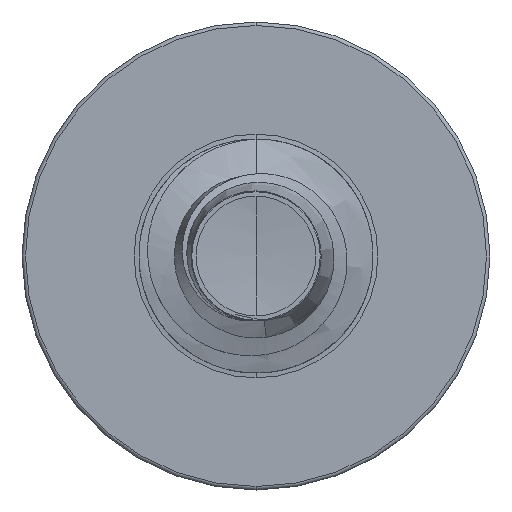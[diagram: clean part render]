
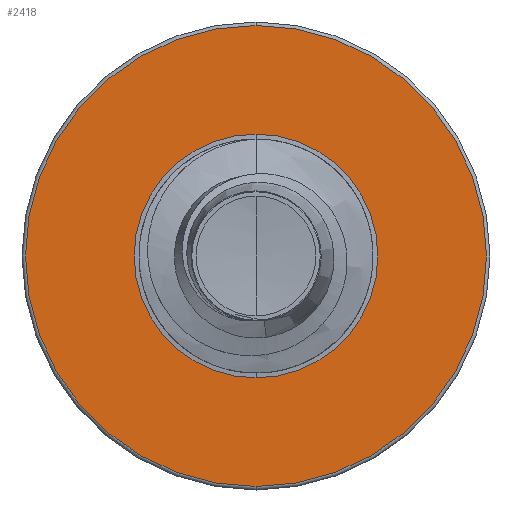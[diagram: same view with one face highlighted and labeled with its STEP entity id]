
A CAD part, front view. The second image highlights one B-rep face of the part: STEP entity #2418.
In plain terms, the highlighted planar face has unit normal (0, -1, 0).
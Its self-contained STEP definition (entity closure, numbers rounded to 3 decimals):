
#94 = AXIS2_PLACEMENT_3D ( 'NONE', #1711, #10355, #3012 ) ;
#611 = DIRECTION ( 'NONE',  ( 0., 0., 1. ) ) ;
#665 = DIRECTION ( 'NONE',  ( 0., 0., 1. ) ) ;
#1711 = CARTESIAN_POINT ( 'NONE',  ( 0., 11., -1.562 ) ) ;
#2171 = CARTESIAN_POINT ( 'NONE',  ( 0., 11., -2.955 ) ) ;
#2385 = AXIS2_PLACEMENT_3D ( 'NONE', #15425, #8194, #665 ) ;
#2418 = ADVANCED_FACE ( 'NONE', ( #10684, #10996 ), #9128, .F. ) ;
#2704 = AXIS2_PLACEMENT_3D ( 'NONE', #15382, #8146, #611 ) ;
#3012 = DIRECTION ( 'NONE',  ( 0., 0., 1. ) ) ;
#3206 = DIRECTION ( 'NONE',  ( 0., 1., 0. ) ) ;
#4845 = CARTESIAN_POINT ( 'NONE',  ( 0., 11., -1.562 ) ) ;
#5814 = EDGE_LOOP ( 'NONE', ( #9516, #9550 ) ) ;
#5959 = AXIS2_PLACEMENT_3D ( 'NONE', #14394, #7136, #15577 ) ;
#6226 = CIRCLE ( 'NONE', #2385, 2.955 ) ;
#6363 = VERTEX_POINT ( 'NONE', #9929 ) ;
#6917 = EDGE_CURVE ( 'NONE', #6363, #9272, #12713, .T. ) ;
#7136 = DIRECTION ( 'NONE',  ( 0., 1., 0. ) ) ;
#8139 = EDGE_CURVE ( 'NONE', #15374, #12071, #13445, .T. ) ;
#8146 = DIRECTION ( 'NONE',  ( 0., 1., 0. ) ) ;
#8194 = DIRECTION ( 'NONE',  ( 0., 1., 0. ) ) ;
#8353 = EDGE_CURVE ( 'NONE', #12071, #15374, #6226, .T. ) ;
#8627 = EDGE_CURVE ( 'NONE', #9272, #6363, #14738, .T. ) ;
#9128 = PLANE ( 'NONE',  #94 ) ;
#9272 = VERTEX_POINT ( 'NONE', #4845 ) ;
#9516 = ORIENTED_EDGE ( 'NONE', *, *, #8353, .F. ) ;
#9550 = ORIENTED_EDGE ( 'NONE', *, *, #8139, .F. ) ;
#9597 = ORIENTED_EDGE ( 'NONE', *, *, #6917, .T. ) ;
#9929 = CARTESIAN_POINT ( 'NONE',  ( 0., 11., 1.562 ) ) ;
#10355 = DIRECTION ( 'NONE',  ( 0., 1., 0. ) ) ;
#10544 = CARTESIAN_POINT ( 'NONE',  ( 0., 11., 0. ) ) ;
#10684 = FACE_OUTER_BOUND ( 'NONE', #5814, .T. ) ;
#10996 = FACE_BOUND ( 'NONE', #11118, .T. ) ;
#11118 = EDGE_LOOP ( 'NONE', ( #9597, #15723 ) ) ;
#11788 = DIRECTION ( 'NONE',  ( 0., 0., 1. ) ) ;
#12071 = VERTEX_POINT ( 'NONE', #14772 ) ;
#12713 = CIRCLE ( 'NONE', #2704, 1.562 ) ;
#13445 = CIRCLE ( 'NONE', #15739, 2.955 ) ;
#14394 = CARTESIAN_POINT ( 'NONE',  ( 0., 11., 0. ) ) ;
#14738 = CIRCLE ( 'NONE', #5959, 1.562 ) ;
#14772 = CARTESIAN_POINT ( 'NONE',  ( 0., 11., 2.955 ) ) ;
#15374 = VERTEX_POINT ( 'NONE', #2171 ) ;
#15382 = CARTESIAN_POINT ( 'NONE',  ( 0., 11., 0. ) ) ;
#15425 = CARTESIAN_POINT ( 'NONE',  ( 0., 11., 0. ) ) ;
#15577 = DIRECTION ( 'NONE',  ( 0., 0., 1. ) ) ;
#15723 = ORIENTED_EDGE ( 'NONE', *, *, #8627, .T. ) ;
#15739 = AXIS2_PLACEMENT_3D ( 'NONE', #10544, #3206, #11788 ) ;
